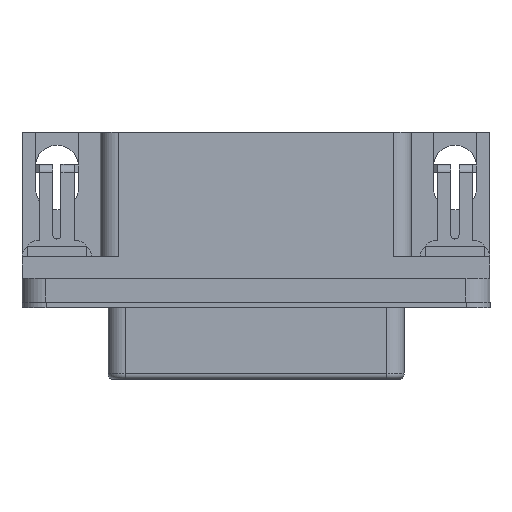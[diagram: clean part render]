
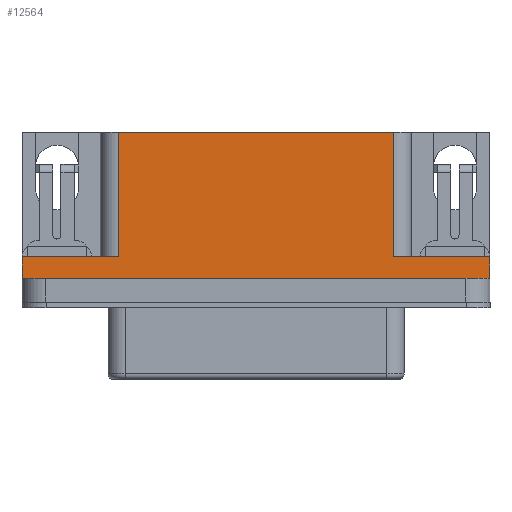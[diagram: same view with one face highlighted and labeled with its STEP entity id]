
A CAD part, top view. The second image highlights one B-rep face of the part: STEP entity #12564.
In plain terms, the highlighted planar face has unit normal (0, 0, 1).
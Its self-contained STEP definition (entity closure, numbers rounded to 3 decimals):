
#663=LINE('',#18524,#2183);
#756=LINE('',#18756,#2276);
#762=LINE('',#18767,#2282);
#765=LINE('',#18775,#2285);
#766=LINE('',#18776,#2286);
#767=LINE('',#18778,#2287);
#768=LINE('',#18780,#2288);
#769=LINE('',#18782,#2289);
#2183=VECTOR('',#14827,1000.);
#2276=VECTOR('',#14994,1000.);
#2282=VECTOR('',#15002,1000.);
#2285=VECTOR('',#15009,1000.);
#2286=VECTOR('',#15010,1000.);
#2287=VECTOR('',#15011,1000.);
#2288=VECTOR('',#15012,1000.);
#2289=VECTOR('',#15013,1000.);
#3932=ORIENTED_EDGE('',*,*,#7409,.T.);
#3933=ORIENTED_EDGE('',*,*,#7534,.T.);
#3934=ORIENTED_EDGE('',*,*,#7530,.T.);
#3935=ORIENTED_EDGE('',*,*,#7524,.F.);
#3936=ORIENTED_EDGE('',*,*,#7535,.F.);
#3937=ORIENTED_EDGE('',*,*,#7536,.T.);
#3938=ORIENTED_EDGE('',*,*,#7537,.F.);
#3939=ORIENTED_EDGE('',*,*,#7538,.T.);
#7409=EDGE_CURVE('',#9190,#9189,#663,.T.);
#7524=EDGE_CURVE('',#9291,#9292,#756,.T.);
#7530=EDGE_CURVE('',#9296,#9292,#762,.T.);
#7534=EDGE_CURVE('',#9189,#9296,#765,.T.);
#7535=EDGE_CURVE('',#9299,#9291,#766,.T.);
#7536=EDGE_CURVE('',#9299,#9300,#767,.T.);
#7537=EDGE_CURVE('',#9301,#9300,#768,.T.);
#7538=EDGE_CURVE('',#9301,#9190,#769,.T.);
#9189=VERTEX_POINT('',#18523);
#9190=VERTEX_POINT('',#18525);
#9291=VERTEX_POINT('',#18755);
#9292=VERTEX_POINT('',#18757);
#9296=VERTEX_POINT('',#18768);
#9299=VERTEX_POINT('',#18777);
#9300=VERTEX_POINT('',#18779);
#9301=VERTEX_POINT('',#18781);
#10491=EDGE_LOOP('',(#3932,#3933,#3934,#3935,#3936,#3937,#3938,#3939));
#11285=FACE_BOUND('',#10491,.T.);
#12028=PLANE('',#13461);
#12564=ADVANCED_FACE('',(#11285),#12028,.T.);
#13461=AXIS2_PLACEMENT_3D('',#18774,#15007,#15008);
#14827=DIRECTION('',(-1.,0.,0.));
#14994=DIRECTION('',(0.,1.,0.));
#15002=DIRECTION('',(-1.,0.,0.));
#15007=DIRECTION('',(0.,0.,1.));
#15008=DIRECTION('',(1.,0.,0.));
#15009=DIRECTION('',(0.,-1.,0.));
#15010=DIRECTION('',(-1.,0.,0.));
#15011=DIRECTION('',(0.,1.,0.));
#15012=DIRECTION('',(1.,0.,0.));
#15013=DIRECTION('',(0.,1.,0.));
#18523=CARTESIAN_POINT('',(-11.515,7.1,4.225));
#18524=CARTESIAN_POINT('',(19.57,7.1,4.225));
#18525=CARTESIAN_POINT('',(11.515,7.1,4.225));
#18755=CARTESIAN_POINT('',(-19.57,-5.1,4.225));
#18756=CARTESIAN_POINT('',(-19.57,-5.1,4.225));
#18757=CARTESIAN_POINT('',(-19.57,-3.3,4.225));
#18767=CARTESIAN_POINT('',(-13.015,-3.3,4.225));
#18768=CARTESIAN_POINT('',(-11.515,-3.3,4.225));
#18774=CARTESIAN_POINT('',(19.57,-5.1,4.225));
#18775=CARTESIAN_POINT('',(-11.515,-3.3,4.225));
#18776=CARTESIAN_POINT('',(19.57,-5.1,4.225));
#18777=CARTESIAN_POINT('',(19.57,-5.1,4.225));
#18778=CARTESIAN_POINT('',(19.57,-5.1,4.225));
#18779=CARTESIAN_POINT('',(19.57,-3.3,4.225));
#18780=CARTESIAN_POINT('',(13.015,-3.3,4.225));
#18781=CARTESIAN_POINT('',(11.515,-3.3,4.225));
#18782=CARTESIAN_POINT('',(11.515,7.1,4.225));
